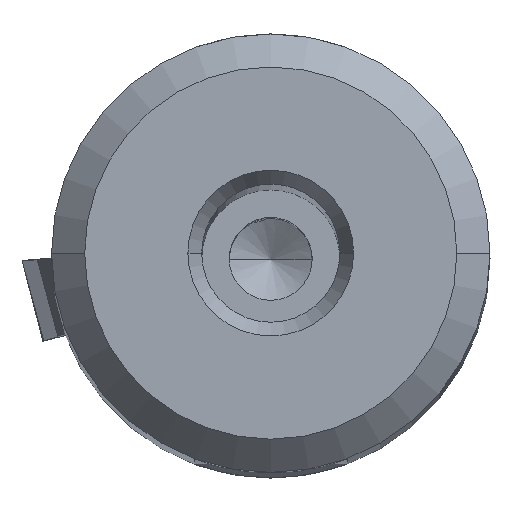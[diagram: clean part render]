
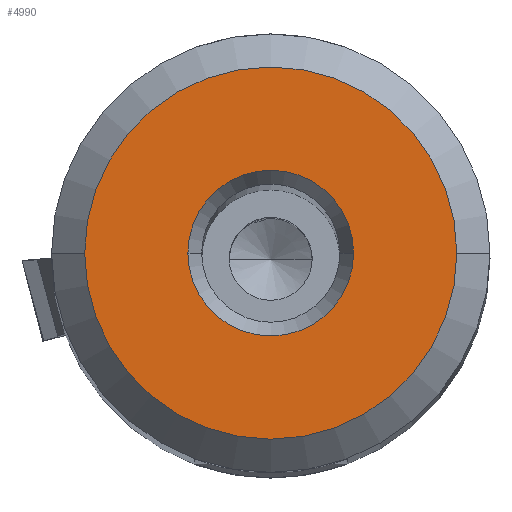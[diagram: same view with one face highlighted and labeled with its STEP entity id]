
A CAD part, top view. The second image highlights one B-rep face of the part: STEP entity #4990.
In plain terms, the highlighted planar face has unit normal (0, 0, 1).
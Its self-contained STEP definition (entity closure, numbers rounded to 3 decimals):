
#2390=CARTESIAN_POINT('',(0.,0.,0.));
#2391=DIRECTION('',(0.,0.,-1.));
#2392=DIRECTION('',(1.,0.,0.));
#2393=AXIS2_PLACEMENT_3D('',#2390,#2391,#2392);
#2398=CARTESIAN_POINT('',(0.,0.,0.));
#2399=DIRECTION('',(0.,0.,-1.));
#2400=DIRECTION('',(-1.,0.,0.));
#2401=AXIS2_PLACEMENT_3D('',#2398,#2399,#2400);
#2406=CARTESIAN_POINT('',(0.,0.,0.));
#2407=DIRECTION('',(0.,0.,1.));
#2408=DIRECTION('',(1.,0.,0.));
#2409=AXIS2_PLACEMENT_3D('',#2406,#2407,#2408);
#2414=CARTESIAN_POINT('',(0.,0.,0.));
#2415=DIRECTION('',(0.,0.,1.));
#2416=DIRECTION('',(-1.,0.,0.));
#2417=AXIS2_PLACEMENT_3D('',#2414,#2415,#2416);
#4376=CARTESIAN_POINT('',(-3.,0.,0.));
#4377=VERTEX_POINT('',#4376);
#4378=CARTESIAN_POINT('',(3.,0.,0.));
#4379=VERTEX_POINT('',#4378);
#4380=CARTESIAN_POINT('',(6.738,0.,0.));
#4381=CARTESIAN_POINT('',(-6.738,0.,0.));
#4382=VERTEX_POINT('',#4380);
#4383=VERTEX_POINT('',#4381);
#4975=CARTESIAN_POINT('',(0.,0.,0.));
#4976=DIRECTION('',(0.,0.,1.));
#4977=DIRECTION('',(1.,0.,0.));
#4978=AXIS2_PLACEMENT_3D('',#4975,#4976,#4977);
#4979=PLANE('',#4978);
#4981=ORIENTED_EDGE('',*,*,#4980,.T.);
#4983=ORIENTED_EDGE('',*,*,#4982,.T.);
#4984=EDGE_LOOP('',(#4981,#4983));
#4985=FACE_OUTER_BOUND('',#4984,.F.);
#4986=ORIENTED_EDGE('',*,*,#4940,.T.);
#4987=ORIENTED_EDGE('',*,*,#4961,.T.);
#4988=EDGE_LOOP('',(#4986,#4987));
#4989=FACE_BOUND('',#4988,.F.);
#2394=CIRCLE('',#2393,6.738);
#2402=CIRCLE('',#2401,6.738);
#2410=CIRCLE('',#2409,3.);
#2418=CIRCLE('',#2417,3.);
#4940=EDGE_CURVE('',#4379,#4377,#2410,.T.);
#4961=EDGE_CURVE('',#4377,#4379,#2418,.T.);
#4980=EDGE_CURVE('',#4382,#4383,#2394,.T.);
#4982=EDGE_CURVE('',#4383,#4382,#2402,.T.);
#4990=ADVANCED_FACE('',(#4985,#4989),#4979,.T.);
